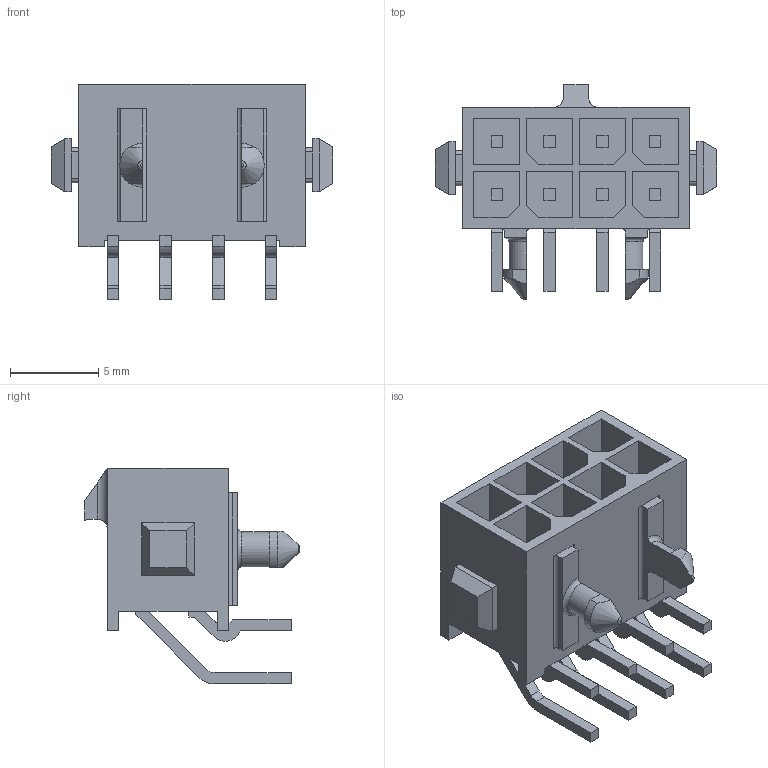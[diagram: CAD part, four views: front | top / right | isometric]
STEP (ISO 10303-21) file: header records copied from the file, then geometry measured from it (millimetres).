
FILE_DESCRIPTION((''),'2;1');
FILE_NAME('C-3-794620-8','2017-05-03T',('workeradm'),('Tyco Electronics Ltd.'),'CREO PARAMETRIC BY PTC INC, 2016050','CREO PARAMETRIC BY PTC INC, 2016050','');
FILE_SCHEMA(('AUTOMOTIVE_DESIGN { 1 0 10303 214 1 1 1 1 }'));
Length unit declared in the file: millimetre
Products named in the file (1): C-3-794620-8
Bounding box: 16 x 12.18 x 12.24 mm (x, y, z)
Volume: 475.6 mm3; surface area: 1405.9 mm2
Topology: 1 solids, 1 shells, 275 faces, 765 edges, 506 vertices
Faces by surface type: plane 226, cylinder 43, torus 2, bspline 2, cone 2
Entity records: 9005 total; most frequent: CARTESIAN_POINT 1668, ORIENTED_EDGE 1530, DIRECTION 1401, EDGE_CURVE 765, VECTOR 659, LINE 659, VERTEX_POINT 506, AXIS2_PLACEMENT_3D 371
